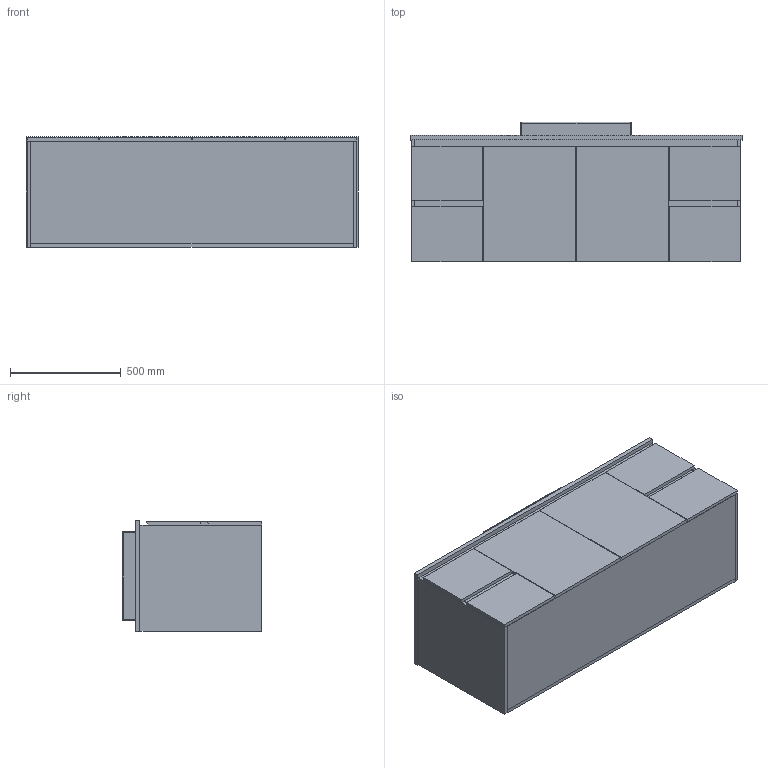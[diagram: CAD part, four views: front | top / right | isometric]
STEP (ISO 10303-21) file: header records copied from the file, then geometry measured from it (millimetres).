
FILE_DESCRIPTION (( 'STEP AP214' ), '1' );
FILE_NAME ('FD Benchtop 1500 WH ASSEM.STEP', '2019-03-06T04:47:11', ( '' ), ( '' ), 'SwSTEP 2.0', 'SolidWorks 2015', '' );
FILE_SCHEMA (( 'AUTOMOTIVE_DESIGN' ));
Length unit declared in the file: millimetre
Products named in the file (7): Posh Solus Semi-Inset Basin ASSEM; CERAMIC OVERFLOW COVER; Posh Solus Semi-Inset Basin; FD Benchtop 1500 WH; 1500 semi inset top; FD Benchtop 1500 WH ASSEM; 1500 semi inset top ASSEM
Assembly tree (6 placements, depth 4):
  FD Benchtop 1500 WH ASSEM
    FD Benchtop 1500 WH
    1500 semi inset top ASSEM
      1500 semi inset top
      Posh Solus Semi-Inset Basin ASSEM
        Posh Solus Semi-Inset Basin
        CERAMIC OVERFLOW COVER
Bounding box: 1500 x 630 x 500 mm (x, y, z)
Volume: 75229946.8 mm3; surface area: 9418559.6 mm2
Topology: 14 solids, 14 shells, 183 faces, 415 edges, 261 vertices
Faces by surface type: plane 136, cylinder 26, torus 8, bspline 7, sphere 6
Entity records: 6355 total; most frequent: CARTESIAN_POINT 1587, DIRECTION 850, ORIENTED_EDGE 822, EDGE_CURVE 411, LINE 302, VECTOR 302, AXIS2_PLACEMENT_3D 274, VERTEX_POINT 261
